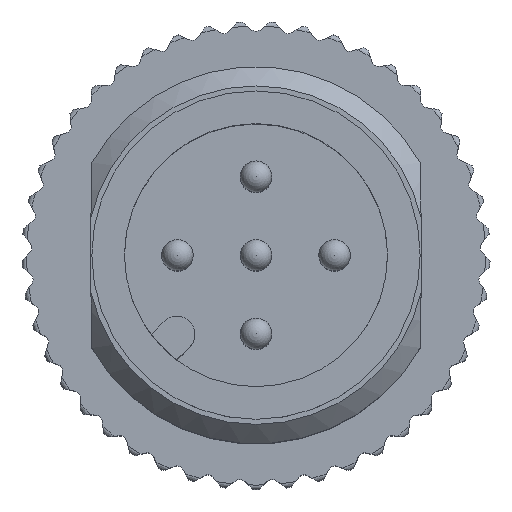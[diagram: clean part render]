
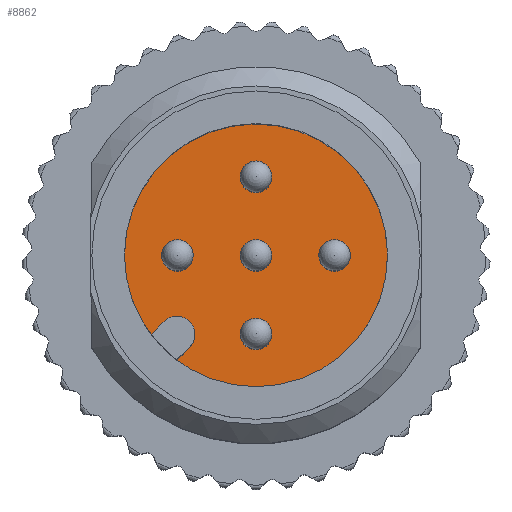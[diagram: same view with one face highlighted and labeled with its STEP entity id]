
A CAD part, top view. The second image highlights one B-rep face of the part: STEP entity #8862.
In plain terms, the highlighted planar face has unit normal (0, 0, 1).
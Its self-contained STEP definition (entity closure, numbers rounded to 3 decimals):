
#248=PLANE('',#9536);
#461=CIRCLE('',#8895,4.188);
#783=CIRCLE('',#9537,0.5);
#784=CIRCLE('',#9538,0.5);
#785=CIRCLE('',#9539,0.5);
#786=CIRCLE('',#9540,0.5);
#787=CIRCLE('',#9541,0.5);
#788=CIRCLE('',#9542,0.575);
#2683=ORIENTED_EDGE('',*,*,#3684,.T.);
#2684=ORIENTED_EDGE('',*,*,#3685,.T.);
#2685=ORIENTED_EDGE('',*,*,#3686,.T.);
#2686=ORIENTED_EDGE('',*,*,#3687,.T.);
#2687=ORIENTED_EDGE('',*,*,#3688,.T.);
#2688=ORIENTED_EDGE('',*,*,#2739,.F.);
#2689=ORIENTED_EDGE('',*,*,#3689,.F.);
#2690=ORIENTED_EDGE('',*,*,#3690,.F.);
#2691=ORIENTED_EDGE('',*,*,#3691,.T.);
#2739=EDGE_CURVE('',#3708,#3709,#461,.T.);
#3684=EDGE_CURVE('',#4341,#4341,#783,.T.);
#3685=EDGE_CURVE('',#4342,#4342,#784,.F.);
#3686=EDGE_CURVE('',#4343,#4343,#785,.T.);
#3687=EDGE_CURVE('',#4344,#4344,#786,.T.);
#3688=EDGE_CURVE('',#4345,#4345,#787,.T.);
#3689=EDGE_CURVE('',#4346,#3708,#4780,.T.);
#3690=EDGE_CURVE('',#4347,#4346,#788,.T.);
#3691=EDGE_CURVE('',#4347,#3709,#4781,.T.);
#3708=VERTEX_POINT('',#11381);
#3709=VERTEX_POINT('',#11383);
#4341=VERTEX_POINT('',#13970);
#4342=VERTEX_POINT('',#13972);
#4343=VERTEX_POINT('',#13974);
#4344=VERTEX_POINT('',#13976);
#4345=VERTEX_POINT('',#13978);
#4346=VERTEX_POINT('',#13980);
#4347=VERTEX_POINT('',#13982);
#4780=LINE('',#13979,#5206);
#4781=LINE('',#13983,#5207);
#5206=VECTOR('',#11297,1000.);
#5207=VECTOR('',#11300,1000.);
#5552=EDGE_LOOP('',(#2683));
#5553=EDGE_LOOP('',(#2684));
#5554=EDGE_LOOP('',(#2685));
#5555=EDGE_LOOP('',(#2686));
#5556=EDGE_LOOP('',(#2687));
#5557=EDGE_LOOP('',(#2688,#2689,#2690,#2691));
#5932=FACE_BOUND('',#5552,.T.);
#5933=FACE_BOUND('',#5553,.T.);
#5934=FACE_BOUND('',#5554,.T.);
#5935=FACE_BOUND('',#5555,.T.);
#5936=FACE_BOUND('',#5556,.T.);
#5937=FACE_BOUND('',#5557,.T.);
#8862=ADVANCED_FACE('',(#5932,#5933,#5934,#5935,#5936,#5937),#248,.T.);
#8895=AXIS2_PLACEMENT_3D('',#11382,#9584,#9585);
#9536=AXIS2_PLACEMENT_3D('',#13968,#11285,#11286);
#9537=AXIS2_PLACEMENT_3D('',#13969,#11287,#11288);
#9538=AXIS2_PLACEMENT_3D('',#13971,#11289,#11290);
#9539=AXIS2_PLACEMENT_3D('',#13973,#11291,#11292);
#9540=AXIS2_PLACEMENT_3D('',#13975,#11293,#11294);
#9541=AXIS2_PLACEMENT_3D('',#13977,#11295,#11296);
#9542=AXIS2_PLACEMENT_3D('',#13981,#11298,#11299);
#9584=DIRECTION('',(0.,0.,-1.));
#9585=DIRECTION('',(-1.,0.,0.));
#11285=DIRECTION('',(0.,0.,1.));
#11286=DIRECTION('',(1.,0.,0.));
#11287=DIRECTION('',(0.,0.,-1.));
#11288=DIRECTION('',(-1.,0.,0.));
#11289=DIRECTION('',(0.,0.,1.));
#11290=DIRECTION('',(1.,0.,0.));
#11291=DIRECTION('',(0.,0.,-1.));
#11292=DIRECTION('',(-1.,0.,0.));
#11293=DIRECTION('',(0.,0.,-1.));
#11294=DIRECTION('',(-1.,0.,0.));
#11295=DIRECTION('',(0.,0.,-1.));
#11296=DIRECTION('',(-1.,0.,0.));
#11297=DIRECTION('',(-0.707,-0.707,0.));
#11298=DIRECTION('',(0.,0.,1.));
#11299=DIRECTION('',(1.,0.,0.));
#11300=DIRECTION('',(-0.707,-0.707,0.));
#11381=CARTESIAN_POINT('',(-3.34,-2.526,1.4));
#11382=CARTESIAN_POINT('',(0.,0.,1.4));
#11383=CARTESIAN_POINT('',(-2.526,-3.34,1.4));
#13968=CARTESIAN_POINT('',(0.,4.188,1.4));
#13969=CARTESIAN_POINT('',(0.,0.,1.4));
#13970=CARTESIAN_POINT('',(-0.5,0.,1.4));
#13971=CARTESIAN_POINT('',(0.,2.5,1.4));
#13972=CARTESIAN_POINT('',(0.5,2.5,1.4));
#13973=CARTESIAN_POINT('',(0.,-2.5,1.4));
#13974=CARTESIAN_POINT('',(-0.5,-2.5,1.4));
#13975=CARTESIAN_POINT('',(2.5,0.,1.4));
#13976=CARTESIAN_POINT('',(2.,0.,1.4));
#13977=CARTESIAN_POINT('',(-2.5,0.,1.4));
#13978=CARTESIAN_POINT('',(-3.,0.,1.4));
#13979=CARTESIAN_POINT('',(-2.926,-2.113,1.4));
#13980=CARTESIAN_POINT('',(-2.926,-2.113,1.4));
#13981=CARTESIAN_POINT('',(-2.519,-2.519,1.4));
#13982=CARTESIAN_POINT('',(-2.113,-2.926,1.4));
#13983=CARTESIAN_POINT('',(2.5,1.687,1.4));
